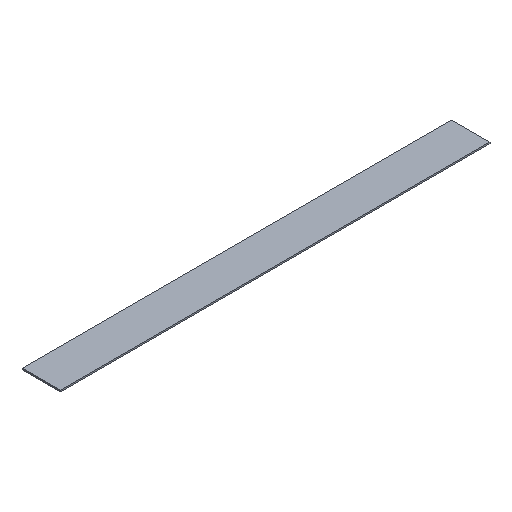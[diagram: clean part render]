
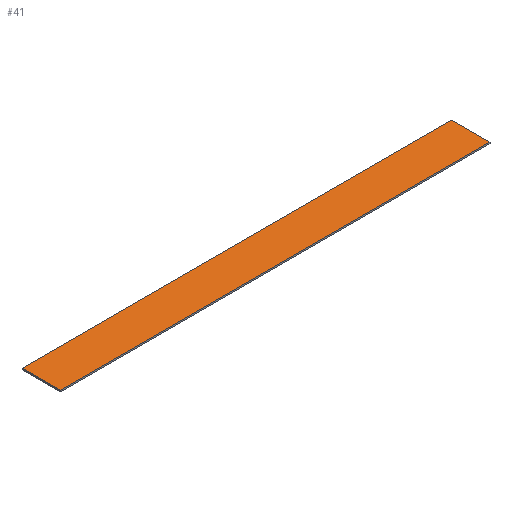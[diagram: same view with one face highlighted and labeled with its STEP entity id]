
A CAD part, isometric view. The second image highlights one B-rep face of the part: STEP entity #41.
In plain terms, the highlighted planar face has unit normal (0, 0, 1).
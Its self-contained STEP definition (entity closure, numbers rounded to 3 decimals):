
#41=ADVANCED_FACE('',(#57),#49,.T.);
#49=PLANE('',#176);
#57=FACE_OUTER_BOUND('',#65,.T.);
#65=EDGE_LOOP('',(#96,#97,#98,#99,#100,#101));
#96=ORIENTED_EDGE('',*,*,#131,.T.);
#97=ORIENTED_EDGE('',*,*,#129,.T.);
#98=ORIENTED_EDGE('',*,*,#127,.T.);
#99=ORIENTED_EDGE('',*,*,#125,.T.);
#100=ORIENTED_EDGE('',*,*,#123,.T.);
#101=ORIENTED_EDGE('',*,*,#121,.T.);
#108=VERTEX_POINT('',#228);
#109=VERTEX_POINT('',#230);
#110=VERTEX_POINT('',#234);
#111=VERTEX_POINT('',#238);
#112=VERTEX_POINT('',#242);
#113=VERTEX_POINT('',#246);
#121=EDGE_CURVE('',#109,#108,#139,.T.);
#123=EDGE_CURVE('',#110,#109,#141,.T.);
#125=EDGE_CURVE('',#111,#110,#143,.T.);
#127=EDGE_CURVE('',#112,#111,#145,.T.);
#129=EDGE_CURVE('',#113,#112,#147,.T.);
#131=EDGE_CURVE('',#108,#113,#149,.T.);
#139=LINE('',#229,#157);
#141=LINE('',#233,#159);
#143=LINE('',#237,#161);
#145=LINE('',#241,#163);
#147=LINE('',#245,#165);
#149=LINE('',#249,#167);
#157=VECTOR('',#188,1.);
#159=VECTOR('',#192,1.);
#161=VECTOR('',#196,1.);
#163=VECTOR('',#200,1.);
#165=VECTOR('',#204,1.);
#167=VECTOR('',#208,1.);
#176=AXIS2_PLACEMENT_3D('',#251,#211,#212);
#188=DIRECTION('',(-1.,0.,0.));
#192=DIRECTION('',(0.,1.,0.));
#196=DIRECTION('',(1.,0.,0.));
#200=DIRECTION('',(0.,-1.,0.));
#204=DIRECTION('',(-1.,0.,0.));
#208=DIRECTION('',(-1.,-0.022,0.));
#211=DIRECTION('',(0.,0.,1.));
#212=DIRECTION('',(-1.,0.,0.));
#228=CARTESIAN_POINT('',(2.795,1.127,0.05));
#229=CARTESIAN_POINT('',(14.187,1.127,0.05));
#230=CARTESIAN_POINT('',(14.187,1.127,0.05));
#233=CARTESIAN_POINT('',(14.187,-0.144,0.05));
#234=CARTESIAN_POINT('',(14.187,-0.144,0.05));
#237=CARTESIAN_POINT('',(-0.11,-0.144,0.05));
#238=CARTESIAN_POINT('',(-0.11,-0.144,0.05));
#241=CARTESIAN_POINT('',(-0.11,1.126,0.05));
#242=CARTESIAN_POINT('',(-0.11,1.126,0.05));
#245=CARTESIAN_POINT('',(2.76,1.126,0.05));
#246=CARTESIAN_POINT('',(2.76,1.126,0.05));
#249=CARTESIAN_POINT('',(2.795,1.127,0.05));
#251=CARTESIAN_POINT('',(0.,0.,0.05));
